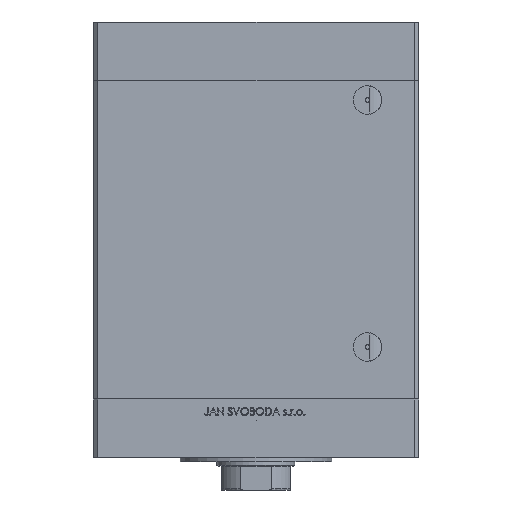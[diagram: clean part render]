
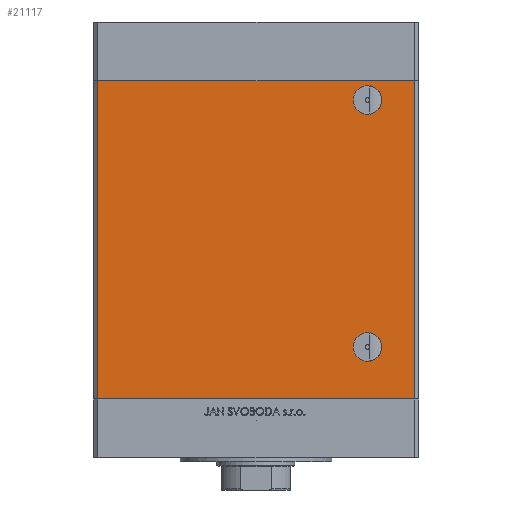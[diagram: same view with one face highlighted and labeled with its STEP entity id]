
A CAD part, front view. The second image highlights one B-rep face of the part: STEP entity #21117.
In plain terms, the highlighted planar face has unit normal (0, -1, 0).
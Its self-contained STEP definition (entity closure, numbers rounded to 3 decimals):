
#79 = CARTESIAN_POINT ( 'NONE',  ( -73., -62.5, 0. ) ) ;
#1386 = PLANE ( 'NONE',  #9152 ) ;
#2015 = ORIENTED_EDGE ( 'NONE', *, *, #45846, .F. ) ;
#2466 = VECTOR ( 'NONE', #19844, 1000. ) ;
#2849 = VERTEX_POINT ( 'NONE', #25795 ) ;
#4447 = FACE_OUTER_BOUND ( 'NONE', #24785, .T. ) ;
#5995 = EDGE_CURVE ( 'NONE', #19003, #32869, #19234, .T. ) ;
#6387 = CARTESIAN_POINT ( 'NONE',  ( 51.5, -62.5, 131.42 ) ) ;
#6491 = EDGE_LOOP ( 'NONE', ( #11685, #45680 ) ) ;
#7046 = CIRCLE ( 'NONE', #13537, 6.58 ) ;
#7387 = CIRCLE ( 'NONE', #29316, 6.58 ) ;
#7647 = DIRECTION ( 'NONE',  ( 0., 0., -1. ) ) ;
#8595 = EDGE_CURVE ( 'NONE', #2849, #44041, #9431, .T. ) ;
#9152 = AXIS2_PLACEMENT_3D ( 'NONE', #28615, #15907, #13102 ) ;
#9431 = LINE ( 'NONE', #24696, #12001 ) ;
#9650 = VERTEX_POINT ( 'NONE', #42887 ) ;
#10045 = DIRECTION ( 'NONE',  ( 0., 0., -1. ) ) ;
#10779 = ORIENTED_EDGE ( 'NONE', *, *, #22284, .T. ) ;
#10814 = LINE ( 'NONE', #79, #48048 ) ;
#11685 = ORIENTED_EDGE ( 'NONE', *, *, #14736, .F. ) ;
#12001 = VECTOR ( 'NONE', #40441, 1000. ) ;
#12510 = DIRECTION ( 'NONE',  ( 0., 0., -1. ) ) ;
#13102 = DIRECTION ( 'NONE',  ( 0., 0., 1. ) ) ;
#13537 = AXIS2_PLACEMENT_3D ( 'NONE', #22952, #47325, #12510 ) ;
#14736 = EDGE_CURVE ( 'NONE', #9650, #47771, #7387, .T. ) ;
#15843 = ORIENTED_EDGE ( 'NONE', *, *, #8595, .F. ) ;
#15907 = DIRECTION ( 'NONE',  ( 0., 1., 0. ) ) ;
#16574 = CARTESIAN_POINT ( 'NONE',  ( 73., -62.5, 0. ) ) ;
#18243 = DIRECTION ( 'NONE',  ( 0., 1., 0. ) ) ;
#19003 = VERTEX_POINT ( 'NONE', #6387 ) ;
#19234 = CIRCLE ( 'NONE', #39538, 6.58 ) ;
#19466 = VERTEX_POINT ( 'NONE', #16574 ) ;
#19595 = LINE ( 'NONE', #38905, #25225 ) ;
#19844 = DIRECTION ( 'NONE',  ( 0., 0., -1. ) ) ;
#20859 = EDGE_CURVE ( 'NONE', #32869, #19003, #47331, .T. ) ;
#21117 = ADVANCED_FACE ( 'NONE', ( #35243, #4447, #36247 ), #1386, .F. ) ;
#21590 = ORIENTED_EDGE ( 'NONE', *, *, #45840, .T. ) ;
#22284 = EDGE_CURVE ( 'NONE', #39791, #19466, #10814, .T. ) ;
#22858 = DIRECTION ( 'NONE',  ( 0., 0., -1. ) ) ;
#22952 = CARTESIAN_POINT ( 'NONE',  ( 51.5, -62.5, 24. ) ) ;
#24696 = CARTESIAN_POINT ( 'NONE',  ( -73., -62.5, 147. ) ) ;
#24785 = EDGE_LOOP ( 'NONE', ( #10779, #2015, #15843, #21590 ) ) ;
#24795 = DIRECTION ( 'NONE',  ( 0., -1., 0. ) ) ;
#25225 = VECTOR ( 'NONE', #7647, 1000. ) ;
#25795 = CARTESIAN_POINT ( 'NONE',  ( -73., -62.5, 147. ) ) ;
#28615 = CARTESIAN_POINT ( 'NONE',  ( -73., -62.5, 147. ) ) ;
#28618 = CARTESIAN_POINT ( 'NONE',  ( 51.5, -62.5, 24. ) ) ;
#29316 = AXIS2_PLACEMENT_3D ( 'NONE', #28618, #24795, #10045 ) ;
#30395 = DIRECTION ( 'NONE',  ( 1., 0., 0. ) ) ;
#30497 = ORIENTED_EDGE ( 'NONE', *, *, #20859, .T. ) ;
#31051 = LINE ( 'NONE', #43221, #2466 ) ;
#32321 = EDGE_LOOP ( 'NONE', ( #47038, #30497 ) ) ;
#32869 = VERTEX_POINT ( 'NONE', #36263 ) ;
#34014 = DIRECTION ( 'NONE',  ( 0., 0., -1. ) ) ;
#34263 = CARTESIAN_POINT ( 'NONE',  ( 51.5, -62.5, 138. ) ) ;
#34629 = CARTESIAN_POINT ( 'NONE',  ( 51.5, -62.5, 30.58 ) ) ;
#35243 = FACE_BOUND ( 'NONE', #6491, .T. ) ;
#36000 = AXIS2_PLACEMENT_3D ( 'NONE', #49804, #46229, #22858 ) ;
#36247 = FACE_BOUND ( 'NONE', #32321, .T. ) ;
#36263 = CARTESIAN_POINT ( 'NONE',  ( 51.5, -62.5, 144.58 ) ) ;
#38164 = EDGE_CURVE ( 'NONE', #47771, #9650, #7046, .T. ) ;
#38905 = CARTESIAN_POINT ( 'NONE',  ( 73., -62.5, 147. ) ) ;
#39538 = AXIS2_PLACEMENT_3D ( 'NONE', #34263, #18243, #34014 ) ;
#39595 = CARTESIAN_POINT ( 'NONE',  ( -73., -62.5, 0. ) ) ;
#39791 = VERTEX_POINT ( 'NONE', #39595 ) ;
#40441 = DIRECTION ( 'NONE',  ( 1., 0., 0. ) ) ;
#42887 = CARTESIAN_POINT ( 'NONE',  ( 51.5, -62.5, 17.42 ) ) ;
#43221 = CARTESIAN_POINT ( 'NONE',  ( -73., -62.5, 147. ) ) ;
#44041 = VERTEX_POINT ( 'NONE', #46788 ) ;
#45680 = ORIENTED_EDGE ( 'NONE', *, *, #38164, .F. ) ;
#45840 = EDGE_CURVE ( 'NONE', #2849, #39791, #31051, .T. ) ;
#45846 = EDGE_CURVE ( 'NONE', #44041, #19466, #19595, .T. ) ;
#46229 = DIRECTION ( 'NONE',  ( 0., 1., 0. ) ) ;
#46788 = CARTESIAN_POINT ( 'NONE',  ( 73., -62.5, 147. ) ) ;
#47038 = ORIENTED_EDGE ( 'NONE', *, *, #5995, .T. ) ;
#47325 = DIRECTION ( 'NONE',  ( 0., -1., 0. ) ) ;
#47331 = CIRCLE ( 'NONE', #36000, 6.58 ) ;
#47771 = VERTEX_POINT ( 'NONE', #34629 ) ;
#48048 = VECTOR ( 'NONE', #30395, 1000. ) ;
#49804 = CARTESIAN_POINT ( 'NONE',  ( 51.5, -62.5, 138. ) ) ;
